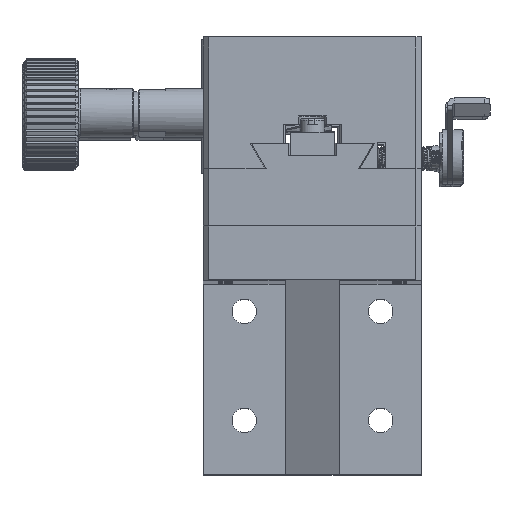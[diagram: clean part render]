
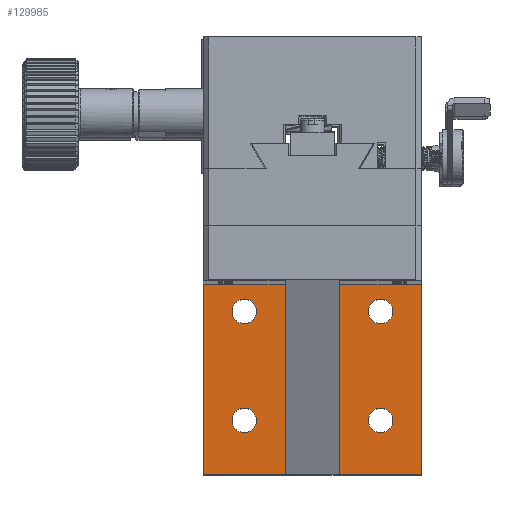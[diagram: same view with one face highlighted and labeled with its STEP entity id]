
A CAD part, top view. The second image highlights one B-rep face of the part: STEP entity #129985.
In plain terms, the highlighted planar face has unit normal (0, 0, 1).
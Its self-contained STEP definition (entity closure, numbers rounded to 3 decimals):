
#560 = ORIENTED_EDGE ( 'NONE', *, *, #51916, .T. ) ;
#2508 = AXIS2_PLACEMENT_3D ( 'NONE', #196540, #113278, #180124 ) ;
#2911 = DIRECTION ( 'NONE',  ( -1., 0., 0. ) ) ;
#7242 = VERTEX_POINT ( 'NONE', #138653 ) ;
#8079 = ORIENTED_EDGE ( 'NONE', *, *, #215463, .T. ) ;
#13148 = CARTESIAN_POINT ( 'NONE',  ( 11.505, 4.776, -190. ) ) ;
#13228 = VERTEX_POINT ( 'NONE', #79988 ) ;
#13276 = CIRCLE ( 'NONE', #41227, 2.25 ) ;
#13487 = AXIS2_PLACEMENT_3D ( 'NONE', #107835, #24612, #108903 ) ;
#13655 = FACE_OUTER_BOUND ( 'NONE', #127573, .T. ) ;
#17577 = DIRECTION ( 'NONE',  ( 0., 0., -1. ) ) ;
#21221 = EDGE_LOOP ( 'NONE', ( #27935 ) ) ;
#24612 = DIRECTION ( 'NONE',  ( 0., 0., -1. ) ) ;
#26292 = DIRECTION ( 'NONE',  ( -1., 0., 0. ) ) ;
#27935 = ORIENTED_EDGE ( 'NONE', *, *, #139699, .T. ) ;
#35035 = DIRECTION ( 'NONE',  ( 0., 0., -1. ) ) ;
#36569 = CARTESIAN_POINT ( 'NONE',  ( -23.245, -0.224, -190. ) ) ;
#39588 = VERTEX_POINT ( 'NONE', #106383 ) ;
#40927 = VECTOR ( 'NONE', #130542, 1000. ) ;
#41227 = AXIS2_PLACEMENT_3D ( 'NONE', #184048, #17577, #168665 ) ;
#42473 = CIRCLE ( 'NONE', #94839, 2.25 ) ;
#44180 = EDGE_CURVE ( 'NONE', #147284, #193056, #192787, .T. ) ;
#50076 = AXIS2_PLACEMENT_3D ( 'NONE', #52559, #170823, #70074 ) ;
#51916 = EDGE_CURVE ( 'NONE', #39588, #39588, #42473, .T. ) ;
#52559 = CARTESIAN_POINT ( 'NONE',  ( 4.005, -30.224, -190. ) ) ;
#61051 = EDGE_CURVE ( 'NONE', #153528, #153528, #103672, .T. ) ;
#62881 = FACE_BOUND ( 'NONE', #78830, .T. ) ;
#63783 = AXIS2_PLACEMENT_3D ( 'NONE', #95065, #81595, #148430 ) ;
#66144 = FACE_BOUND ( 'NONE', #184491, .T. ) ;
#67380 = CARTESIAN_POINT ( 'NONE',  ( 11.505, -40.224, -190. ) ) ;
#70041 = DIRECTION ( 'NONE',  ( -1., 0., 0. ) ) ;
#70074 = DIRECTION ( 'NONE',  ( -1., 0., 0. ) ) ;
#72640 = CARTESIAN_POINT ( 'NONE',  ( 1.755, -0.224, -190. ) ) ;
#78394 = DIRECTION ( 'NONE',  ( 0., 0., -1. ) ) ;
#78830 = EDGE_LOOP ( 'NONE', ( #182337 ) ) ;
#79988 = CARTESIAN_POINT ( 'NONE',  ( 1.755, -10.224, -190. ) ) ;
#80405 = FACE_BOUND ( 'NONE', #162662, .T. ) ;
#81222 = CARTESIAN_POINT ( 'NONE',  ( 11.505, 4.776, -190. ) ) ;
#81595 = DIRECTION ( 'NONE',  ( 0., 0., -1. ) ) ;
#81758 = ORIENTED_EDGE ( 'NONE', *, *, #144533, .T. ) ;
#83816 = EDGE_CURVE ( 'NONE', #13228, #13228, #188422, .T. ) ;
#88536 = CIRCLE ( 'NONE', #50076, 2.25 ) ;
#90152 = VERTEX_POINT ( 'NONE', #72640 ) ;
#90425 = ORIENTED_EDGE ( 'NONE', *, *, #118705, .T. ) ;
#94839 = AXIS2_PLACEMENT_3D ( 'NONE', #200231, #98384, #153078 ) ;
#94963 = EDGE_LOOP ( 'NONE', ( #81758 ) ) ;
#95065 = CARTESIAN_POINT ( 'NONE',  ( -20.995, -0.224, -190. ) ) ;
#97657 = LINE ( 'NONE', #81222, #40927 ) ;
#98073 = CARTESIAN_POINT ( 'NONE',  ( -8.495, -10.224, -190. ) ) ;
#98384 = DIRECTION ( 'NONE',  ( 0., 0., -1. ) ) ;
#101429 = DIRECTION ( 'NONE',  ( 1., 0., 0. ) ) ;
#103608 = CARTESIAN_POINT ( 'NONE',  ( -20.995, -10.224, -190. ) ) ;
#103672 = CIRCLE ( 'NONE', #212238, 2.25 ) ;
#104075 = CIRCLE ( 'NONE', #149608, 2.25 ) ;
#106383 = CARTESIAN_POINT ( 'NONE',  ( -10.745, -30.224, -190. ) ) ;
#107835 = CARTESIAN_POINT ( 'NONE',  ( 4.005, -10.224, -190. ) ) ;
#108903 = DIRECTION ( 'NONE',  ( -1., 0., 0. ) ) ;
#109522 = ORIENTED_EDGE ( 'NONE', *, *, #44180, .T. ) ;
#110166 = CARTESIAN_POINT ( 'NONE',  ( -28.495, 4.776, -190. ) ) ;
#111087 = FACE_BOUND ( 'NONE', #21221, .T. ) ;
#113278 = DIRECTION ( 'NONE',  ( 0., 0., 1. ) ) ;
#114750 = EDGE_CURVE ( 'NONE', #139000, #139000, #88536, .T. ) ;
#115561 = CIRCLE ( 'NONE', #171355, 2.25 ) ;
#118705 = EDGE_CURVE ( 'NONE', #193056, #192826, #162257, .T. ) ;
#124337 = EDGE_LOOP ( 'NONE', ( #560 ) ) ;
#127573 = EDGE_LOOP ( 'NONE', ( #129170, #109522, #90425, #176352 ) ) ;
#129170 = ORIENTED_EDGE ( 'NONE', *, *, #131273, .T. ) ;
#129717 = PLANE ( 'NONE',  #2508 ) ;
#129985 = ADVANCED_FACE ( 'NONE', ( #13655, #146148, #111087, #62881, #177930, #66144, #80405, #147224, #213001 ), #129717, .T. ) ;
#130542 = DIRECTION ( 'NONE',  ( 0., 1., 0. ) ) ;
#131273 = EDGE_CURVE ( 'NONE', #162606, #147284, #97657, .T. ) ;
#134113 = EDGE_LOOP ( 'NONE', ( #160761 ) ) ;
#135392 = LINE ( 'NONE', #148610, #189527 ) ;
#137321 = ORIENTED_EDGE ( 'NONE', *, *, #83816, .T. ) ;
#138635 = DIRECTION ( 'NONE',  ( 0., 0., -1. ) ) ;
#138653 = CARTESIAN_POINT ( 'NONE',  ( -23.245, -30.224, -190. ) ) ;
#139000 = VERTEX_POINT ( 'NONE', #186178 ) ;
#139699 = EDGE_CURVE ( 'NONE', #158645, #158645, #104075, .T. ) ;
#142212 = CARTESIAN_POINT ( 'NONE',  ( -10.745, -10.224, -190. ) ) ;
#143642 = DIRECTION ( 'NONE',  ( 0., -1., 0. ) ) ;
#144302 = CIRCLE ( 'NONE', #63783, 2.25 ) ;
#144533 = EDGE_CURVE ( 'NONE', #7242, #7242, #13276, .T. ) ;
#146148 = FACE_BOUND ( 'NONE', #124337, .T. ) ;
#147224 = FACE_BOUND ( 'NONE', #94963, .T. ) ;
#147284 = VERTEX_POINT ( 'NONE', #198354 ) ;
#148430 = DIRECTION ( 'NONE',  ( -1., 0., 0. ) ) ;
#148610 = CARTESIAN_POINT ( 'NONE',  ( 11.505, -40.224, -190. ) ) ;
#148988 = CARTESIAN_POINT ( 'NONE',  ( 4.005, -0.224, -190. ) ) ;
#149608 = AXIS2_PLACEMENT_3D ( 'NONE', #98073, #78394, #178089 ) ;
#153078 = DIRECTION ( 'NONE',  ( -1., 0., 0. ) ) ;
#153528 = VERTEX_POINT ( 'NONE', #203918 ) ;
#158391 = CARTESIAN_POINT ( 'NONE',  ( -28.495, -40.224, -190. ) ) ;
#158645 = VERTEX_POINT ( 'NONE', #142212 ) ;
#160761 = ORIENTED_EDGE ( 'NONE', *, *, #61051, .T. ) ;
#162257 = LINE ( 'NONE', #178695, #165795 ) ;
#162606 = VERTEX_POINT ( 'NONE', #67380 ) ;
#162662 = EDGE_LOOP ( 'NONE', ( #198219 ) ) ;
#165795 = VECTOR ( 'NONE', #143642, 1000. ) ;
#166360 = EDGE_LOOP ( 'NONE', ( #8079 ) ) ;
#168665 = DIRECTION ( 'NONE',  ( -1., 0., 0. ) ) ;
#170823 = DIRECTION ( 'NONE',  ( 0., 0., -1. ) ) ;
#171355 = AXIS2_PLACEMENT_3D ( 'NONE', #148988, #35035, #70041 ) ;
#176352 = ORIENTED_EDGE ( 'NONE', *, *, #211939, .T. ) ;
#177930 = FACE_BOUND ( 'NONE', #166360, .T. ) ;
#178089 = DIRECTION ( 'NONE',  ( -1., 0., 0. ) ) ;
#178695 = CARTESIAN_POINT ( 'NONE',  ( -28.495, 4.776, -190. ) ) ;
#180124 = DIRECTION ( 'NONE',  ( 1., 0., 0. ) ) ;
#182337 = ORIENTED_EDGE ( 'NONE', *, *, #200048, .T. ) ;
#184048 = CARTESIAN_POINT ( 'NONE',  ( -20.995, -30.224, -190. ) ) ;
#184491 = EDGE_LOOP ( 'NONE', ( #137321 ) ) ;
#186178 = CARTESIAN_POINT ( 'NONE',  ( 1.755, -30.224, -190. ) ) ;
#186644 = VERTEX_POINT ( 'NONE', #36569 ) ;
#188422 = CIRCLE ( 'NONE', #13487, 2.25 ) ;
#189527 = VECTOR ( 'NONE', #101429, 1000. ) ;
#192787 = LINE ( 'NONE', #13148, #210097 ) ;
#192826 = VERTEX_POINT ( 'NONE', #158391 ) ;
#193056 = VERTEX_POINT ( 'NONE', #110166 ) ;
#196540 = CARTESIAN_POINT ( 'NONE',  ( 11.505, 4.776, -190. ) ) ;
#198219 = ORIENTED_EDGE ( 'NONE', *, *, #114750, .T. ) ;
#198354 = CARTESIAN_POINT ( 'NONE',  ( 11.505, 4.776, -190. ) ) ;
#200048 = EDGE_CURVE ( 'NONE', #90152, #90152, #115561, .T. ) ;
#200231 = CARTESIAN_POINT ( 'NONE',  ( -8.495, -30.224, -190. ) ) ;
#203918 = CARTESIAN_POINT ( 'NONE',  ( -23.245, -10.224, -190. ) ) ;
#210097 = VECTOR ( 'NONE', #26292, 1000. ) ;
#211939 = EDGE_CURVE ( 'NONE', #192826, #162606, #135392, .T. ) ;
#212238 = AXIS2_PLACEMENT_3D ( 'NONE', #103608, #138635, #2911 ) ;
#213001 = FACE_BOUND ( 'NONE', #134113, .T. ) ;
#215463 = EDGE_CURVE ( 'NONE', #186644, #186644, #144302, .T. ) ;
